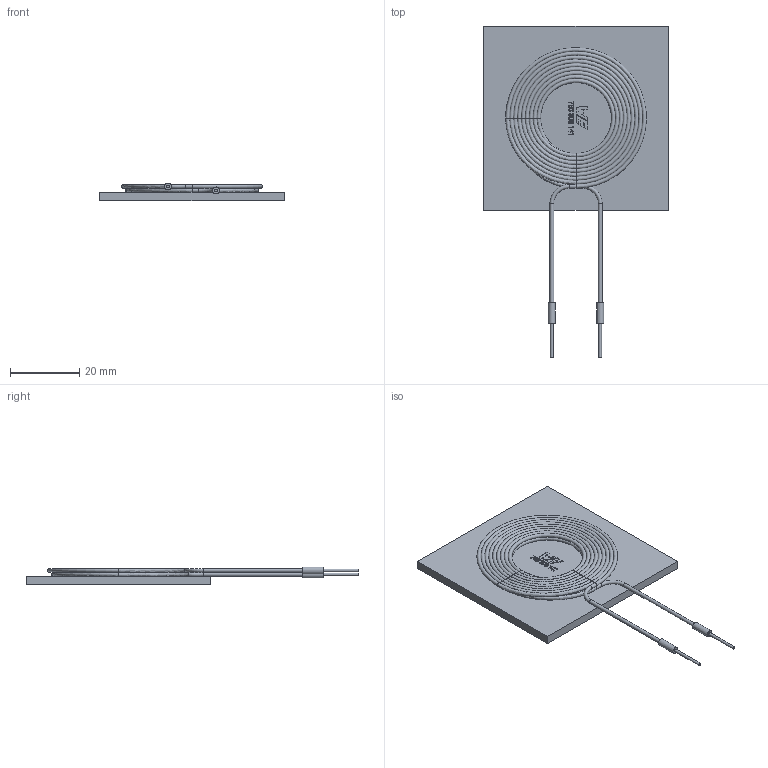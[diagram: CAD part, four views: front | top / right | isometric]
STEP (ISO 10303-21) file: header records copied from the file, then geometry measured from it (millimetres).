
FILE_DESCRIPTION( ( 'Unknown' ), '1' );
FILE_NAME( '760308141_MPA1.stp', 'Unknown', ( 'Unknown' ), ( 'Unknown' ), 'PSStep 16.0.42', 'Unknown', ' ' );
FILE_SCHEMA( ( 'AUTOMOTIVE_DESIGN { 1 0 10303 214 1 1 1 1 }' ) );
Length unit declared in the file: millimetre
Products named in the file (3): Assem1; Ferrite_square; turns
Assembly tree (2 placements, depth 2):
  Assem1
    Ferrite_square
    turns
Bounding box: 53.3 x 96.15 x 5.2 mm (x, y, z)
Volume: 8806.2 mm3; surface area: 12188.8 mm2
Topology: 2 solids, 2 shells, 158 faces, 392 edges, 252 vertices
Faces by surface type: plane 94, bspline 21, extrusion 20, torus 15, cylinder 8
Full cylindrical faces by diameter (mm): 0.8 x2, 1.12 x4, 2 x2
Entity records: 10146 total; most frequent: CARTESIAN_POINT 5662, ORIENTED_EDGE 638, DIRECTION 490, EDGE_CURVE 319, VERTEX_POINT 250, EDGE_LOOP 242, FACE_OUTER_BOUND 209, AXIS2_PLACEMENT_3D 165
